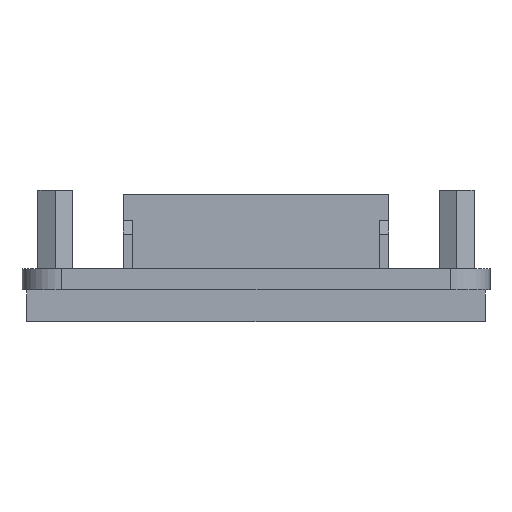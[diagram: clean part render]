
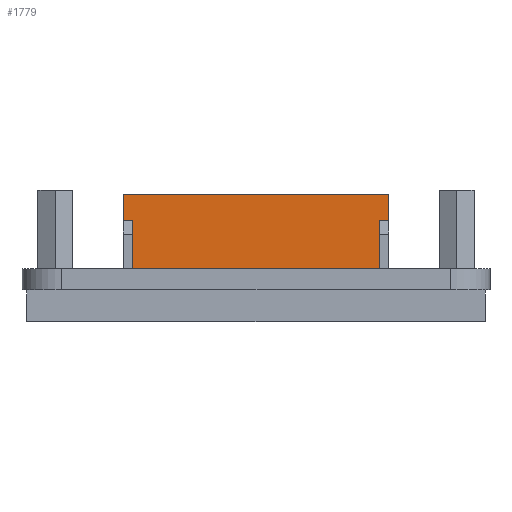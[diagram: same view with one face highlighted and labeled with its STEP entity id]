
A CAD part, left-side view. The second image highlights one B-rep face of the part: STEP entity #1779.
In plain terms, the highlighted planar face has unit normal (-1, 0, 0).
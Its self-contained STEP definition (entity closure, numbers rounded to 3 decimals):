
#529=DIRECTION('',(0.,-1.,0.));
#530=VECTOR('',#529,20.);
#531=CARTESIAN_POINT('',(18.6,10.,7.928));
#532=LINE('',#531,#530);
#533=DIRECTION('',(0.,-1.,0.));
#534=VECTOR('',#533,0.7);
#535=CARTESIAN_POINT('',(18.6,-9.3,5.928));
#536=LINE('',#535,#534);
#537=DIRECTION('',(0.,0.,1.));
#538=VECTOR('',#537,3.6);
#539=CARTESIAN_POINT('',(18.6,-9.3,2.328));
#540=LINE('',#539,#538);
#541=DIRECTION('',(0.,1.,0.));
#542=VECTOR('',#541,18.6);
#543=CARTESIAN_POINT('',(18.6,-9.3,2.328));
#544=LINE('',#543,#542);
#545=DIRECTION('',(0.,0.,1.));
#546=VECTOR('',#545,3.6);
#547=CARTESIAN_POINT('',(18.6,9.3,2.328));
#548=LINE('',#547,#546);
#549=DIRECTION('',(0.,1.,0.));
#550=VECTOR('',#549,0.7);
#551=CARTESIAN_POINT('',(18.6,9.3,5.928));
#552=LINE('',#551,#550);
#561=DIRECTION('',(0.,0.,-1.));
#562=VECTOR('',#561,2.);
#563=CARTESIAN_POINT('',(18.6,-10.,7.928));
#564=LINE('',#563,#562);
#597=DIRECTION('',(0.,0.,-1.));
#598=VECTOR('',#597,2.);
#599=CARTESIAN_POINT('',(18.6,10.,7.928));
#600=LINE('',#599,#598);
#809=CARTESIAN_POINT('',(18.6,9.3,2.328));
#810=VERTEX_POINT('',#809);
#811=CARTESIAN_POINT('',(18.6,10.,7.928));
#812=CARTESIAN_POINT('',(18.6,10.,5.928));
#813=VERTEX_POINT('',#811);
#814=VERTEX_POINT('',#812);
#819=CARTESIAN_POINT('',(18.6,9.3,5.928));
#820=VERTEX_POINT('',#819);
#909=CARTESIAN_POINT('',(18.6,-9.3,2.328));
#910=VERTEX_POINT('',#909);
#911=CARTESIAN_POINT('',(18.6,-10.,7.928));
#912=CARTESIAN_POINT('',(18.6,-10.,5.928));
#913=VERTEX_POINT('',#911);
#914=VERTEX_POINT('',#912);
#919=CARTESIAN_POINT('',(18.6,-9.3,5.928));
#920=VERTEX_POINT('',#919);
#1757=CARTESIAN_POINT('',(18.6,10.,2.328));
#1758=DIRECTION('',(-1.,0.,0.));
#1759=DIRECTION('',(0.,-1.,0.));
#1760=AXIS2_PLACEMENT_3D('',#1757,#1758,#1759);
#1761=PLANE('',#1760);
#1763=ORIENTED_EDGE('',*,*,#1762,.T.);
#1765=ORIENTED_EDGE('',*,*,#1764,.T.);
#1767=ORIENTED_EDGE('',*,*,#1766,.F.);
#1769=ORIENTED_EDGE('',*,*,#1768,.F.);
#1770=ORIENTED_EDGE('',*,*,#1094,.T.);
#1772=ORIENTED_EDGE('',*,*,#1771,.T.);
#1774=ORIENTED_EDGE('',*,*,#1773,.T.);
#1776=ORIENTED_EDGE('',*,*,#1775,.F.);
#1777=EDGE_LOOP('',(#1763,#1765,#1767,#1769,#1770,#1772,#1774,#1776));
#1778=FACE_OUTER_BOUND('',#1777,.F.);
#1779=ADVANCED_FACE('',(#1778),#1761,.T.);
#1094=EDGE_CURVE('',#910,#810,#544,.T.);
#1762=EDGE_CURVE('',#813,#913,#532,.T.);
#1764=EDGE_CURVE('',#913,#914,#564,.T.);
#1766=EDGE_CURVE('',#920,#914,#536,.T.);
#1768=EDGE_CURVE('',#910,#920,#540,.T.);
#1771=EDGE_CURVE('',#810,#820,#548,.T.);
#1773=EDGE_CURVE('',#820,#814,#552,.T.);
#1775=EDGE_CURVE('',#813,#814,#600,.T.);
